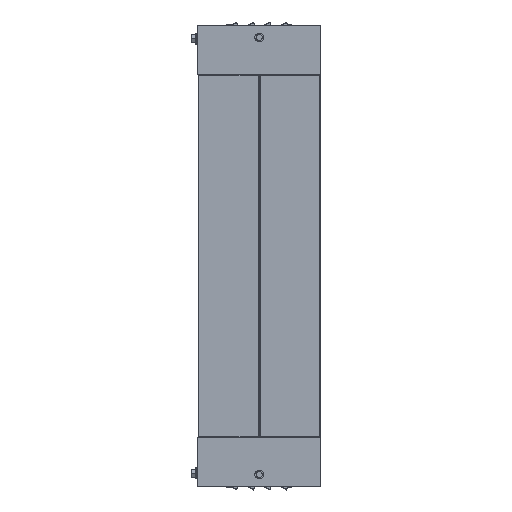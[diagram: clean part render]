
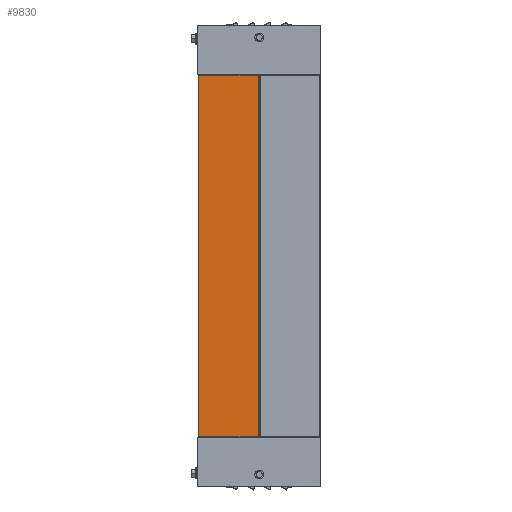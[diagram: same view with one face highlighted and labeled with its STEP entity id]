
A CAD part, left-side view. The second image highlights one B-rep face of the part: STEP entity #9830.
In plain terms, the highlighted planar face has unit normal (-1, 0, 0).
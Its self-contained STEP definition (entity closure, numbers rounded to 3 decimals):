
#997 = LINE ( 'NONE', #18323, #13881 ) ;
#2305 = ORIENTED_EDGE ( 'NONE', *, *, #14175, .T. ) ;
#3366 = DIRECTION ( 'NONE',  ( 0., 0., 1. ) ) ;
#4661 = CARTESIAN_POINT ( 'NONE',  ( 0., -0.5, 105. ) ) ;
#5749 = FACE_OUTER_BOUND ( 'NONE', #7869, .T. ) ;
#6903 = VECTOR ( 'NONE', #18806, 1000. ) ;
#7217 = VERTEX_POINT ( 'NONE', #11361 ) ;
#7593 = ORIENTED_EDGE ( 'NONE', *, *, #8793, .T. ) ;
#7869 = EDGE_LOOP ( 'NONE', ( #7593, #2305, #12720, #18252 ) ) ;
#8345 = LINE ( 'NONE', #20618, #6903 ) ;
#8408 = CARTESIAN_POINT ( 'NONE',  ( 0., -99.5, 695. ) ) ;
#8793 = EDGE_CURVE ( 'NONE', #21761, #10569, #997, .T. ) ;
#9204 = CARTESIAN_POINT ( 'NONE',  ( 0., 0., 0. ) ) ;
#9759 = DIRECTION ( 'NONE',  ( 0., 1., 0. ) ) ;
#9830 = ADVANCED_FACE ( 'NONE', ( #5749 ), #12596, .T. ) ;
#10025 = EDGE_CURVE ( 'NONE', #7217, #21761, #13585, .T. ) ;
#10354 = DIRECTION ( 'NONE',  ( 0., -1., 0. ) ) ;
#10569 = VERTEX_POINT ( 'NONE', #21397 ) ;
#11361 = CARTESIAN_POINT ( 'NONE',  ( 0., -99.5, 105. ) ) ;
#12596 = PLANE ( 'NONE',  #17529 ) ;
#12706 = DIRECTION ( 'NONE',  ( 0., 0., 1. ) ) ;
#12720 = ORIENTED_EDGE ( 'NONE', *, *, #14486, .T. ) ;
#13244 = CARTESIAN_POINT ( 'NONE',  ( 0., -99.5, 695. ) ) ;
#13585 = LINE ( 'NONE', #8408, #19694 ) ;
#13730 = CARTESIAN_POINT ( 'NONE',  ( 0., -99.5, 105. ) ) ;
#13881 = VECTOR ( 'NONE', #9759, 1000. ) ;
#14175 = EDGE_CURVE ( 'NONE', #10569, #16318, #8345, .T. ) ;
#14486 = EDGE_CURVE ( 'NONE', #16318, #7217, #20835, .T. ) ;
#16082 = DIRECTION ( 'NONE',  ( -1., 0., 0. ) ) ;
#16318 = VERTEX_POINT ( 'NONE', #4661 ) ;
#16616 = VECTOR ( 'NONE', #10354, 1000. ) ;
#17529 = AXIS2_PLACEMENT_3D ( 'NONE', #9204, #16082, #12706 ) ;
#18252 = ORIENTED_EDGE ( 'NONE', *, *, #10025, .T. ) ;
#18323 = CARTESIAN_POINT ( 'NONE',  ( 0., -99.5, 695. ) ) ;
#18806 = DIRECTION ( 'NONE',  ( 0., 0., -1. ) ) ;
#19694 = VECTOR ( 'NONE', #3366, 1000. ) ;
#20618 = CARTESIAN_POINT ( 'NONE',  ( 0., -0.5, 695. ) ) ;
#20835 = LINE ( 'NONE', #13730, #16616 ) ;
#21397 = CARTESIAN_POINT ( 'NONE',  ( 0., -0.5, 695. ) ) ;
#21761 = VERTEX_POINT ( 'NONE', #13244 ) ;
